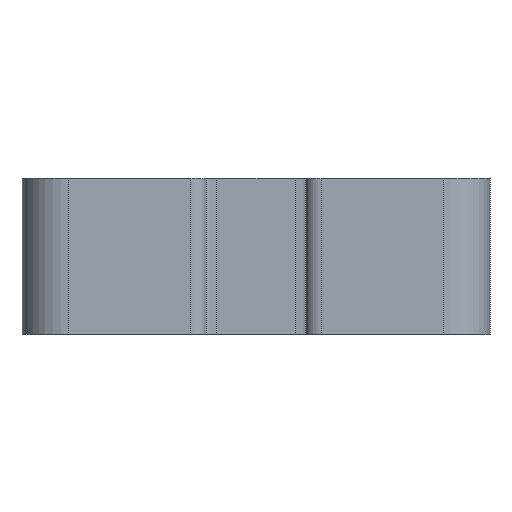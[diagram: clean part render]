
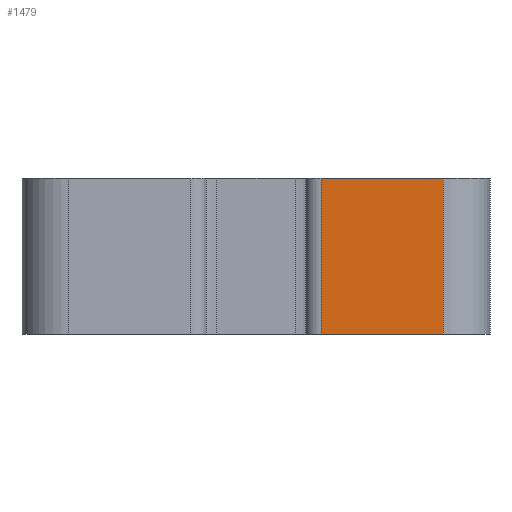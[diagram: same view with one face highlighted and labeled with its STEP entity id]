
A CAD part, front view. The second image highlights one B-rep face of the part: STEP entity #1479.
In plain terms, the highlighted planar face has unit normal (0, -1, 0).
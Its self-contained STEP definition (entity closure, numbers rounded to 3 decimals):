
#1421=CARTESIAN_POINT('',(7.825,-30.0,10.0));
#1422=VERTEX_POINT('',#1421);
#1430=CARTESIAN_POINT('',(7.825,-30.0,0.0));
#1431=VERTEX_POINT('',#1430);
#1432=CARTESIAN_POINT('',(7.825,-30.0,0.0));
#1433=DIRECTION('',(0.0,0.0,1.0));
#1434=VECTOR('',#1433,10.0);
#1435=LINE('',#1432,#1434);
#1436=EDGE_CURVE('',#1431,#1422,#1435,.T.);
#1449=CARTESIAN_POINT('',(7.825,-30.0,0.0));
#1450=DIRECTION('',(0.,-1.0,0.0));
#1451=DIRECTION('',(0.0,0.0,-1.0));
#1452=AXIS2_PLACEMENT_3D('',#1449,#1450,#1451);
#1453=PLANE('',#1452);
#1454=CARTESIAN_POINT('',(0.,-30.,10.0));
#1455=VERTEX_POINT('',#1454);
#1456=CARTESIAN_POINT('',(7.825,-30.0,10.0));
#1457=DIRECTION('',(-1.0,0.,0.0));
#1458=VECTOR('',#1457,7.825);
#1459=LINE('',#1456,#1458);
#1460=EDGE_CURVE('',#1422,#1455,#1459,.T.);
#1461=ORIENTED_EDGE('',*,*,#1460,.T.);
#1462=CARTESIAN_POINT('',(0.,-30.,0.0));
#1463=VERTEX_POINT('',#1462);
#1464=CARTESIAN_POINT('',(0.,-30.,0.0));
#1465=DIRECTION('',(0.0,0.0,1.0));
#1466=VECTOR('',#1465,10.0);
#1467=LINE('',#1464,#1466);
#1468=EDGE_CURVE('',#1463,#1455,#1467,.T.);
#1469=ORIENTED_EDGE('',*,*,#1468,.F.);
#1470=CARTESIAN_POINT('',(0.,-30.,0.0));
#1471=DIRECTION('',(1.0,0.,0.0));
#1472=VECTOR('',#1471,7.825);
#1473=LINE('',#1470,#1472);
#1474=EDGE_CURVE('',#1463,#1431,#1473,.T.);
#1475=ORIENTED_EDGE('',*,*,#1474,.T.);
#1476=ORIENTED_EDGE('',*,*,#1436,.T.);
#1477=EDGE_LOOP('',(#1461,#1469,#1475,#1476));
#1478=FACE_OUTER_BOUND('',#1477,.T.);
#1479=ADVANCED_FACE('',(#1478),#1453,.T.);
